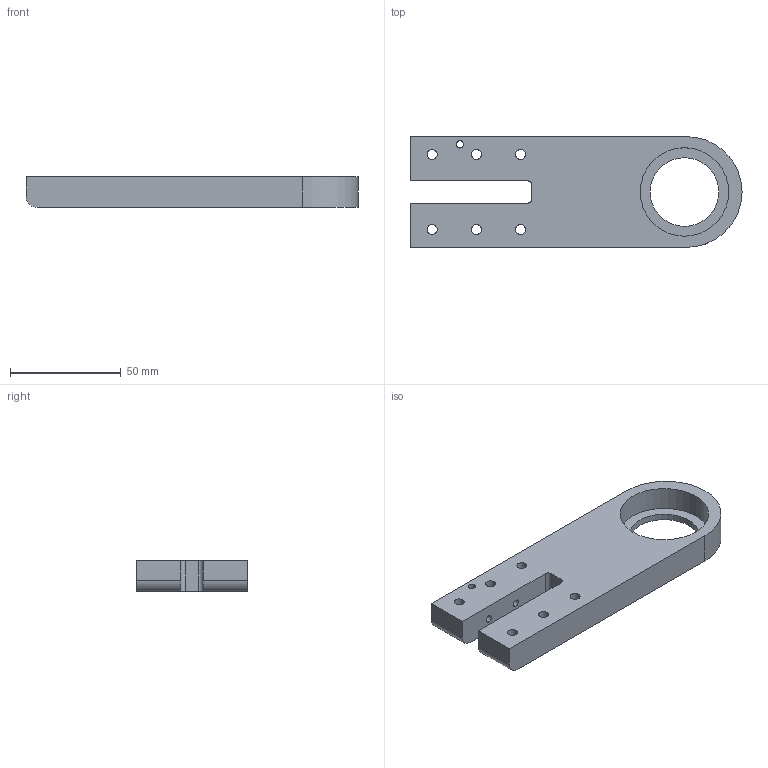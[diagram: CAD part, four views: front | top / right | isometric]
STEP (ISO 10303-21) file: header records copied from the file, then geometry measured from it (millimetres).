
FILE_DESCRIPTION (( 'STEP AP203' ), '1' );
FILE_NAME ('J6 main bearing arm.STEP', '2020-07-02T08:11:54', ( '' ), ( '' ), 'SwSTEP 2.0', 'SolidWorks 2016', '' );
FILE_SCHEMA (( 'CONFIG_CONTROL_DESIGN' ));
Length unit declared in the file: millimetre
Products named in the file (1): J6 main bearing arm
Bounding box: 150 x 50 x 14 mm (x, y, z)
Volume: 74970.6 mm3; surface area: 21646.8 mm2
Topology: 1 solids, 1 shells, 49 faces, 126 edges, 80 vertices
Faces by surface type: cylinder 27, cone 12, plane 10
Entity records: 1627 total; most frequent: DIRECTION 292, CARTESIAN_POINT 256, ORIENTED_EDGE 252, EDGE_CURVE 126, AXIS2_PLACEMENT_3D 116, VERTEX_POINT 80, EDGE_LOOP 70, CIRCLE 66
